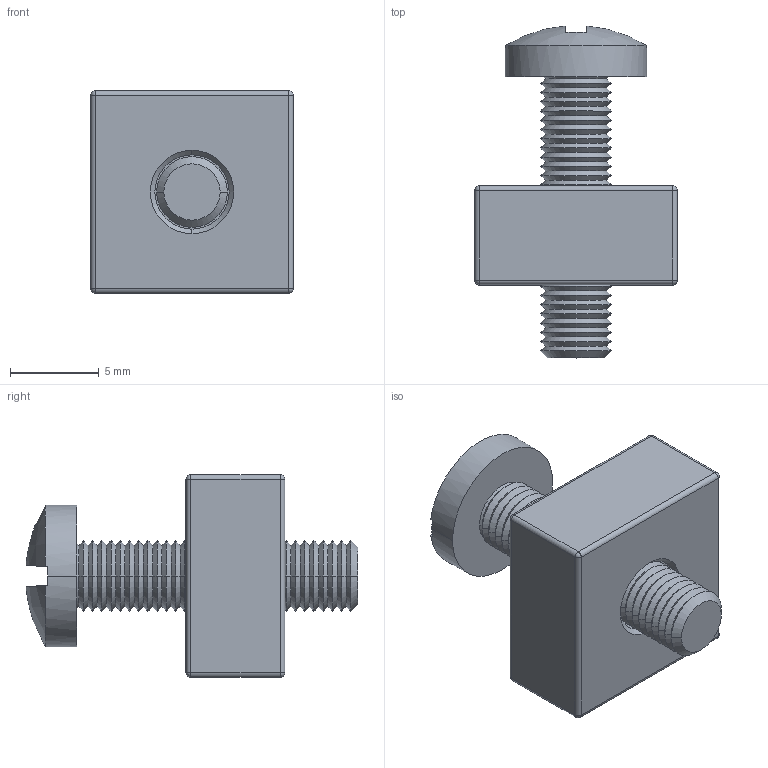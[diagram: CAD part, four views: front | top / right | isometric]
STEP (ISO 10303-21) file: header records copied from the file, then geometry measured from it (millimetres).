
FILE_DESCRIPTION (( 'STEP AP214' ), '1' );
FILE_NAME ('107628.STEP', '2013-07-15T21:14:25', ( 'cst' ), ( '' ), 'SwSTEP 2.0', 'SolidWorks 2013', '' );
FILE_SCHEMA (( 'AUTOMOTIVE_DESIGN' ));
Length unit declared in the file: inch
Products named in the file (3): 107628; stand-off_sqr-Out; 8-32x5_SCREW
Assembly tree (2 placements, depth 2):
  107628
    8-32x5_SCREW
    stand-off_sqr-Out
Bounding box: 11.43 x 18.75 x 11.43 mm (x, y, z)
Volume: 929.1 mm3; surface area: 973.2 mm2
Topology: 2 solids, 2 shells, 172 faces, 361 edges, 186 vertices
Faces by surface type: cone 129, plane 17, cylinder 16, sphere 10
Entity records: 4543 total; most frequent: DIRECTION 877, CARTESIAN_POINT 740, ORIENTED_EDGE 706, AXIS2_PLACEMENT_3D 355, EDGE_CURVE 353, VERTEX_POINT 186, CIRCLE 178, EDGE_LOOP 175
